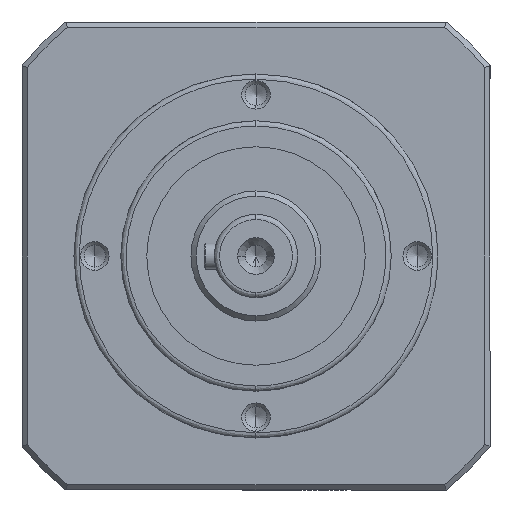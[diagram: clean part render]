
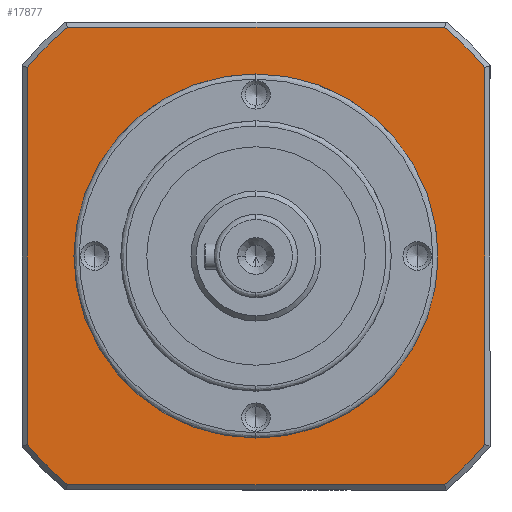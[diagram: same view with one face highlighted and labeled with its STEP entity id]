
A CAD part, left-side view. The second image highlights one B-rep face of the part: STEP entity #17877.
In plain terms, the highlighted face is planar.
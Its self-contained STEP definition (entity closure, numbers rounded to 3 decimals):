
#22 = EDGE_CURVE ( 'NONE', #5591, #7309, #13879, .T. ) ;
#72 = DIRECTION ( 'NONE',  ( 0., -1., 0. ) ) ;
#96 = DIRECTION ( 'NONE',  ( 0., 0., 1. ) ) ;
#166 = CARTESIAN_POINT ( 'NONE',  ( 0., 0., 3.5 ) ) ;
#247 = CARTESIAN_POINT ( 'NONE',  ( -44., 0., 3.5 ) ) ;
#452 = ORIENTED_EDGE ( 'NONE', *, *, #4620, .F. ) ;
#509 = ORIENTED_EDGE ( 'NONE', *, *, #4587, .F. ) ;
#884 = CARTESIAN_POINT ( 'NONE',  ( 0., 44., 3.5 ) ) ;
#970 = CARTESIAN_POINT ( 'NONE',  ( -44., 36.235, 3.5 ) ) ;
#1788 = DIRECTION ( 'NONE',  ( -1., 0., 0. ) ) ;
#2296 = CARTESIAN_POINT ( 'NONE',  ( -36.235, 44., 3.5 ) ) ;
#2483 = DIRECTION ( 'NONE',  ( 1., 0., 0. ) ) ;
#2537 = DIRECTION ( 'NONE',  ( 0., 0., 1. ) ) ;
#2565 = CARTESIAN_POINT ( 'NONE',  ( 0., 0., 3.5 ) ) ;
#2727 = DIRECTION ( 'NONE',  ( 0., -1., 0. ) ) ;
#3080 = ORIENTED_EDGE ( 'NONE', *, *, #4533, .F. ) ;
#3387 = DIRECTION ( 'NONE',  ( 0., 1., 0. ) ) ;
#3618 = CARTESIAN_POINT ( 'NONE',  ( 44., 0., 3.5 ) ) ;
#3870 = VERTEX_POINT ( 'NONE', #23398 ) ;
#3885 = VECTOR ( 'NONE', #6922, 1000. ) ;
#4028 = DIRECTION ( 'NONE',  ( 0., -1., 0. ) ) ;
#4083 = DIRECTION ( 'NONE',  ( 0., 0., 1. ) ) ;
#4109 = CARTESIAN_POINT ( 'NONE',  ( 0., 0., 3.5 ) ) ;
#4333 = EDGE_CURVE ( 'NONE', #14467, #8368, #18635, .T. ) ;
#4397 = EDGE_CURVE ( 'NONE', #8368, #4909, #21942, .T. ) ;
#4403 = EDGE_CURVE ( 'NONE', #4909, #16153, #12885, .T. ) ;
#4439 = EDGE_CURVE ( 'NONE', #16153, #16741, #12303, .T. ) ;
#4498 = EDGE_CURVE ( 'NONE', #16741, #21763, #18730, .T. ) ;
#4533 = EDGE_CURVE ( 'NONE', #21763, #8244, #23393, .T. ) ;
#4541 = EDGE_CURVE ( 'NONE', #8244, #3870, #8960, .T. ) ;
#4556 = VECTOR ( 'NONE', #1788, 1000. ) ;
#4587 = EDGE_CURVE ( 'NONE', #3870, #14467, #23650, .T. ) ;
#4620 = EDGE_CURVE ( 'NONE', #7309, #5591, #9827, .T. ) ;
#4909 = VERTEX_POINT ( 'NONE', #17904 ) ;
#5422 = AXIS2_PLACEMENT_3D ( 'NONE', #11689, #12173, #12336 ) ;
#5576 = AXIS2_PLACEMENT_3D ( 'NONE', #13746, #13859, #14037 ) ;
#5591 = VERTEX_POINT ( 'NONE', #19841 ) ;
#5628 = EDGE_LOOP ( 'NONE', ( #15232, #3080, #22838, #8695, #16293, #22893, #20911, #509 ) ) ;
#6827 = EDGE_LOOP ( 'NONE', ( #452, #14008 ) ) ;
#6922 = DIRECTION ( 'NONE',  ( 1., 0., 0. ) ) ;
#7240 = CARTESIAN_POINT ( 'NONE',  ( 0., -44., 3.5 ) ) ;
#7309 = VERTEX_POINT ( 'NONE', #23651 ) ;
#7905 = AXIS2_PLACEMENT_3D ( 'NONE', #166, #96, #72 ) ;
#7933 = VECTOR ( 'NONE', #3387, 1000. ) ;
#8124 = AXIS2_PLACEMENT_3D ( 'NONE', #10620, #10605, #10544 ) ;
#8244 = VERTEX_POINT ( 'NONE', #970 ) ;
#8368 = VERTEX_POINT ( 'NONE', #18318 ) ;
#8695 = ORIENTED_EDGE ( 'NONE', *, *, #4439, .F. ) ;
#8960 = LINE ( 'NONE', #247, #22847 ) ;
#9827 = CIRCLE ( 'NONE', #5576, 28.5 ) ;
#9945 = CARTESIAN_POINT ( 'NONE',  ( 44., 36.235, 3.5 ) ) ;
#10311 = FACE_BOUND ( 'NONE', #6827, .T. ) ;
#10544 = DIRECTION ( 'NONE',  ( 1., 0., 0. ) ) ;
#10605 = DIRECTION ( 'NONE',  ( 0., 0., -1. ) ) ;
#10611 = DIRECTION ( 'NONE',  ( 0., 0., 1. ) ) ;
#10620 = CARTESIAN_POINT ( 'NONE',  ( 0., 0., 3.5 ) ) ;
#11689 = CARTESIAN_POINT ( 'NONE',  ( 0., 0., 3.5 ) ) ;
#11808 = AXIS2_PLACEMENT_3D ( 'NONE', #4109, #4083, #4028 ) ;
#11957 = AXIS2_PLACEMENT_3D ( 'NONE', #2565, #2537, #2483 ) ;
#12173 = DIRECTION ( 'NONE',  ( 0., 0., 1. ) ) ;
#12303 = CIRCLE ( 'NONE', #11957, 57. ) ;
#12336 = DIRECTION ( 'NONE',  ( 1., 0., 0. ) ) ;
#12885 = LINE ( 'NONE', #3618, #7933 ) ;
#13746 = CARTESIAN_POINT ( 'NONE',  ( 0., 0., 3.5 ) ) ;
#13859 = DIRECTION ( 'NONE',  ( 0., 0., -1. ) ) ;
#13879 = CIRCLE ( 'NONE', #8124, 28.5 ) ;
#14008 = ORIENTED_EDGE ( 'NONE', *, *, #22, .F. ) ;
#14037 = DIRECTION ( 'NONE',  ( 1., 0., 0. ) ) ;
#14467 = VERTEX_POINT ( 'NONE', #18600 ) ;
#15179 = FACE_OUTER_BOUND ( 'NONE', #5628, .T. ) ;
#15232 = ORIENTED_EDGE ( 'NONE', *, *, #4541, .F. ) ;
#15602 = CARTESIAN_POINT ( 'NONE',  ( 36.235, 44., 3.5 ) ) ;
#16153 = VERTEX_POINT ( 'NONE', #9945 ) ;
#16293 = ORIENTED_EDGE ( 'NONE', *, *, #4403, .F. ) ;
#16741 = VERTEX_POINT ( 'NONE', #15602 ) ;
#17877 = ADVANCED_FACE ( 'NONE', ( #10311, #15179 ), #19543, .F. ) ;
#17904 = CARTESIAN_POINT ( 'NONE',  ( 44., -36.235, 3.5 ) ) ;
#18318 = CARTESIAN_POINT ( 'NONE',  ( 36.235, -44., 3.5 ) ) ;
#18600 = CARTESIAN_POINT ( 'NONE',  ( -36.235, -44., 3.5 ) ) ;
#18635 = LINE ( 'NONE', #7240, #3885 ) ;
#18730 = LINE ( 'NONE', #884, #4556 ) ;
#19151 = AXIS2_PLACEMENT_3D ( 'NONE', #21444, #10611, #23209 ) ;
#19543 = PLANE ( 'NONE',  #19151 ) ;
#19841 = CARTESIAN_POINT ( 'NONE',  ( -28.5, 0., 3.5 ) ) ;
#20911 = ORIENTED_EDGE ( 'NONE', *, *, #4333, .F. ) ;
#21444 = CARTESIAN_POINT ( 'NONE',  ( 0., 0., 3.5 ) ) ;
#21763 = VERTEX_POINT ( 'NONE', #2296 ) ;
#21942 = CIRCLE ( 'NONE', #11808, 57. ) ;
#22838 = ORIENTED_EDGE ( 'NONE', *, *, #4498, .F. ) ;
#22847 = VECTOR ( 'NONE', #2727, 1000. ) ;
#22893 = ORIENTED_EDGE ( 'NONE', *, *, #4397, .F. ) ;
#23209 = DIRECTION ( 'NONE',  ( 1., 0., 0. ) ) ;
#23393 = CIRCLE ( 'NONE', #7905, 57. ) ;
#23398 = CARTESIAN_POINT ( 'NONE',  ( -44., -36.235, 3.5 ) ) ;
#23650 = CIRCLE ( 'NONE', #5422, 57. ) ;
#23651 = CARTESIAN_POINT ( 'NONE',  ( 28.5, 0., 3.5 ) ) ;
